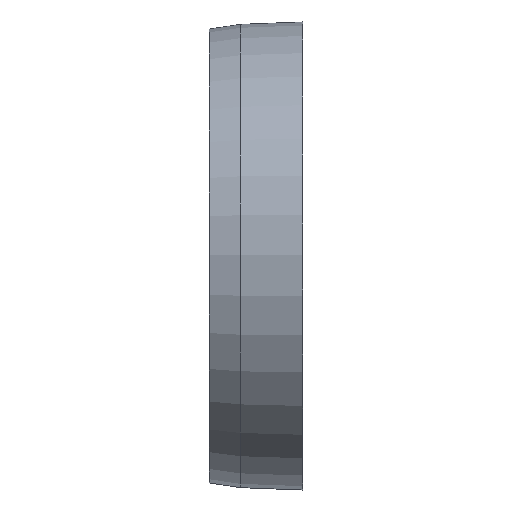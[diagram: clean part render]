
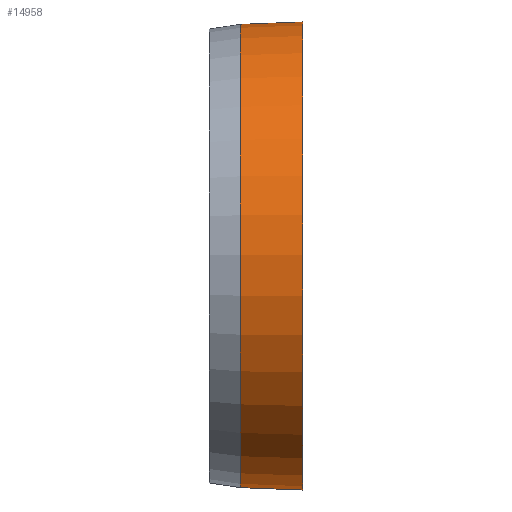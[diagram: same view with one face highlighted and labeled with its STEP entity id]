
A CAD part, top view. The second image highlights one B-rep face of the part: STEP entity #14958.
In plain terms, the highlighted conical face has half-angle 2.148 degrees and reference radius 7.4 mm.
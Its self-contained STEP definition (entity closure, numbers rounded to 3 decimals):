
#102 = CONICAL_SURFACE('',#103,7.25,0.149);
#103 = AXIS2_PLACEMENT_3D('',#104,#105,#106);
#104 = CARTESIAN_POINT('',(33.,-9.,24.5));
#105 = DIRECTION('',(1.,0.,0.));
#106 = DIRECTION('',(0.,1.,0.));
#3019 = VERTEX_POINT('',#3020);
#3020 = CARTESIAN_POINT('',(34.,-16.4,24.5));
#3034 = PLANE('',#3035);
#3035 = AXIS2_PLACEMENT_3D('',#3036,#3037,#3038);
#3036 = CARTESIAN_POINT('',(36.,-16.475,24.5));
#3037 = DIRECTION('',(-0.037,-0.999,
    0.));
#3038 = DIRECTION('',(0.,0.,-1.));
#3069 = VERTEX_POINT('',#3070);
#3070 = CARTESIAN_POINT('',(34.,-1.6,24.5));
#3102 = PLANE('',#3103);
#3103 = AXIS2_PLACEMENT_3D('',#3104,#3105,#3106);
#3104 = CARTESIAN_POINT('',(36.,-1.525,20.5));
#3105 = DIRECTION('',(-0.037,0.999,
    0.));
#3106 = DIRECTION('',(0.,0.,1.));
#3120 = EDGE_CURVE('',#3069,#3019,#3121,.T.);
#3121 = SURFACE_CURVE('',#3122,(#3127,#3134),.PCURVE_S1.);
#3122 = CIRCLE('',#3123,7.4);
#3123 = AXIS2_PLACEMENT_3D('',#3124,#3125,#3126);
#3124 = CARTESIAN_POINT('',(34.,-9.,24.5));
#3125 = DIRECTION('',(1.,0.,0.));
#3126 = DIRECTION('',(0.,1.,0.));
#3127 = PCURVE('',#102,#3128);
#3128 = DEFINITIONAL_REPRESENTATION('',(#3129),#3133);
#3129 = LINE('',#3130,#3131);
#3130 = CARTESIAN_POINT('',(0.,1.));
#3131 = VECTOR('',#3132,1.);
#3132 = DIRECTION('',(1.,0.));
#3133 = ( GEOMETRIC_REPRESENTATION_CONTEXT(2) 
PARAMETRIC_REPRESENTATION_CONTEXT() REPRESENTATION_CONTEXT('2D SPACE',''
  ) );
#3134 = PCURVE('',#3135,#3140);
#3135 = CONICAL_SURFACE('',#3136,7.4,0.037);
#3136 = AXIS2_PLACEMENT_3D('',#3137,#3138,#3139);
#3137 = CARTESIAN_POINT('',(34.,-9.,24.5));
#3138 = DIRECTION('',(1.,0.,0.));
#3139 = DIRECTION('',(0.,1.,0.));
#3140 = DEFINITIONAL_REPRESENTATION('',(#3141),#3145);
#3141 = LINE('',#3142,#3143);
#3142 = CARTESIAN_POINT('',(0.,0.));
#3143 = VECTOR('',#3144,1.);
#3144 = DIRECTION('',(1.,0.));
#3145 = ( GEOMETRIC_REPRESENTATION_CONTEXT(2) 
PARAMETRIC_REPRESENTATION_CONTEXT() REPRESENTATION_CONTEXT('2D SPACE',''
  ) );
#14837 = PLANE('',#14838);
#14838 = AXIS2_PLACEMENT_3D('',#14839,#14840,#14841);
#14839 = CARTESIAN_POINT('',(36.,-9.,22.5));
#14840 = DIRECTION('',(1.,0.,0.));
#14841 = DIRECTION('',(0.,0.,1.));
#14873 = VERTEX_POINT('',#14874);
#14874 = CARTESIAN_POINT('',(36.,-16.475,24.5));
#14895 = EDGE_CURVE('',#3019,#14873,#14896,.T.);
#14896 = SURFACE_CURVE('',#14897,(#14900,#14906),.PCURVE_S1.);
#14897 = B_SPLINE_CURVE_WITH_KNOTS('',1,(#14898,#14899),.UNSPECIFIED.,
  .F.,.F.,(2,2),(0.,1.),.PIECEWISE_BEZIER_KNOTS.);
#14898 = CARTESIAN_POINT('',(34.,-16.4,24.5));
#14899 = CARTESIAN_POINT('',(36.,-16.475,24.5));
#14900 = PCURVE('',#3034,#14901);
#14901 = DEFINITIONAL_REPRESENTATION('',(#14902),#14905);
#14902 = B_SPLINE_CURVE_WITH_KNOTS('',1,(#14903,#14904),.UNSPECIFIED.,
  .F.,.F.,(2,2),(0.,1.),.PIECEWISE_BEZIER_KNOTS.);
#14903 = CARTESIAN_POINT('',(0.,-2.001));
#14904 = CARTESIAN_POINT('',(0.,0.));
#14905 = ( GEOMETRIC_REPRESENTATION_CONTEXT(2) 
PARAMETRIC_REPRESENTATION_CONTEXT() REPRESENTATION_CONTEXT('2D SPACE',''
  ) );
#14906 = PCURVE('',#3135,#14907);
#14907 = DEFINITIONAL_REPRESENTATION('',(#14908),#14911);
#14908 = B_SPLINE_CURVE_WITH_KNOTS('',1,(#14909,#14910),.UNSPECIFIED.,
  .F.,.F.,(2,2),(0.,1.),.PIECEWISE_BEZIER_KNOTS.);
#14909 = CARTESIAN_POINT('',(3.142,0.));
#14910 = CARTESIAN_POINT('',(3.142,2.));
#14911 = ( GEOMETRIC_REPRESENTATION_CONTEXT(2) 
PARAMETRIC_REPRESENTATION_CONTEXT() REPRESENTATION_CONTEXT('2D SPACE',''
  ) );
#14917 = EDGE_CURVE('',#3069,#14918,#14920,.T.);
#14918 = VERTEX_POINT('',#14919);
#14919 = CARTESIAN_POINT('',(36.,-1.525,24.5));
#14920 = SURFACE_CURVE('',#14921,(#14924,#14930),.PCURVE_S1.);
#14921 = B_SPLINE_CURVE_WITH_KNOTS('',1,(#14922,#14923),.UNSPECIFIED.,
  .F.,.F.,(2,2),(0.,1.),.PIECEWISE_BEZIER_KNOTS.);
#14922 = CARTESIAN_POINT('',(34.,-1.6,24.5));
#14923 = CARTESIAN_POINT('',(36.,-1.525,24.5));
#14924 = PCURVE('',#3102,#14925);
#14925 = DEFINITIONAL_REPRESENTATION('',(#14926),#14929);
#14926 = B_SPLINE_CURVE_WITH_KNOTS('',1,(#14927,#14928),.UNSPECIFIED.,
  .F.,.F.,(2,2),(0.,1.),.PIECEWISE_BEZIER_KNOTS.);
#14927 = CARTESIAN_POINT('',(4.,-2.001));
#14928 = CARTESIAN_POINT('',(4.,0.));
#14929 = ( GEOMETRIC_REPRESENTATION_CONTEXT(2) 
PARAMETRIC_REPRESENTATION_CONTEXT() REPRESENTATION_CONTEXT('2D SPACE',''
  ) );
#14930 = PCURVE('',#3135,#14931);
#14931 = DEFINITIONAL_REPRESENTATION('',(#14932),#14935);
#14932 = B_SPLINE_CURVE_WITH_KNOTS('',1,(#14933,#14934),.UNSPECIFIED.,
  .F.,.F.,(2,2),(0.,1.),.PIECEWISE_BEZIER_KNOTS.);
#14933 = CARTESIAN_POINT('',(0.,0.));
#14934 = CARTESIAN_POINT('',(0.,2.));
#14935 = ( GEOMETRIC_REPRESENTATION_CONTEXT(2) 
PARAMETRIC_REPRESENTATION_CONTEXT() REPRESENTATION_CONTEXT('2D SPACE',''
  ) );
#14958 = ADVANCED_FACE('',(#14959),#3135,.T.);
#14959 = FACE_BOUND('',#14960,.T.);
#14960 = EDGE_LOOP('',(#14961,#14962,#14963,#14985));
#14961 = ORIENTED_EDGE('',*,*,#3120,.T.);
#14962 = ORIENTED_EDGE('',*,*,#14895,.T.);
#14963 = ORIENTED_EDGE('',*,*,#14964,.F.);
#14964 = EDGE_CURVE('',#14918,#14873,#14965,.T.);
#14965 = SURFACE_CURVE('',#14966,(#14971,#14978),.PCURVE_S1.);
#14966 = CIRCLE('',#14967,7.475);
#14967 = AXIS2_PLACEMENT_3D('',#14968,#14969,#14970);
#14968 = CARTESIAN_POINT('',(36.,-9.,24.5));
#14969 = DIRECTION('',(1.,0.,0.));
#14970 = DIRECTION('',(0.,1.,0.));
#14971 = PCURVE('',#3135,#14972);
#14972 = DEFINITIONAL_REPRESENTATION('',(#14973),#14977);
#14973 = LINE('',#14974,#14975);
#14974 = CARTESIAN_POINT('',(0.,2.));
#14975 = VECTOR('',#14976,1.);
#14976 = DIRECTION('',(1.,0.));
#14977 = ( GEOMETRIC_REPRESENTATION_CONTEXT(2) 
PARAMETRIC_REPRESENTATION_CONTEXT() REPRESENTATION_CONTEXT('2D SPACE',''
  ) );
#14978 = PCURVE('',#14837,#14979);
#14979 = DEFINITIONAL_REPRESENTATION('',(#14980),#14984);
#14980 = CIRCLE('',#14981,7.475);
#14981 = AXIS2_PLACEMENT_2D('',#14982,#14983);
#14982 = CARTESIAN_POINT('',(2.,0.));
#14983 = DIRECTION('',(0.,-1.));
#14984 = ( GEOMETRIC_REPRESENTATION_CONTEXT(2) 
PARAMETRIC_REPRESENTATION_CONTEXT() REPRESENTATION_CONTEXT('2D SPACE',''
  ) );
#14985 = ORIENTED_EDGE('',*,*,#14917,.F.);
